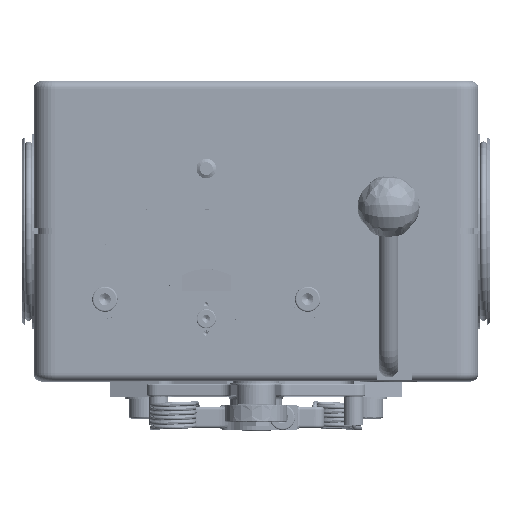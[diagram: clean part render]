
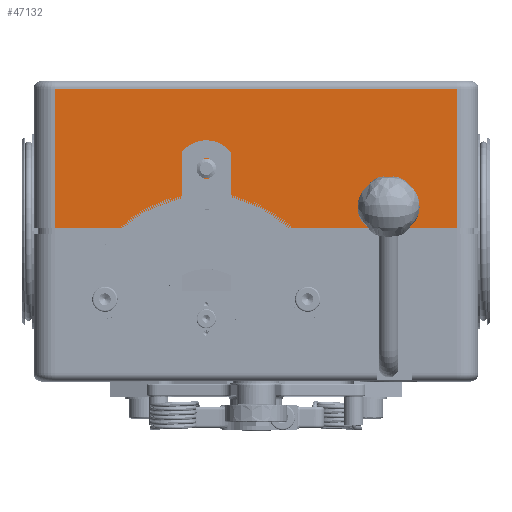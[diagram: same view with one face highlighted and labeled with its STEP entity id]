
A CAD part, top view. The second image highlights one B-rep face of the part: STEP entity #47132.
In plain terms, the highlighted planar face has unit normal (0, 0, 1).
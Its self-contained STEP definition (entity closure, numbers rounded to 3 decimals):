
#14687 = LINE ( 'NONE', #175068, #25802 ) ;
#15951 = PLANE ( 'NONE',  #200338 ) ;
#21415 = CARTESIAN_POINT ( 'NONE',  ( -103., 150., 66. ) ) ;
#24713 = CARTESIAN_POINT ( 'NONE',  ( -103., 78.5, 66. ) ) ;
#25802 = VECTOR ( 'NONE', #159200, 1000. ) ;
#46251 = VERTEX_POINT ( 'NONE', #24713 ) ;
#47132 = ADVANCED_FACE ( 'NONE', ( #126681 ), #15951, .F. ) ;
#51759 = VERTEX_POINT ( 'NONE', #21415 ) ;
#56508 = VECTOR ( 'NONE', #126542, 1000. ) ;
#62193 = LINE ( 'NONE', #130698, #56508 ) ;
#63453 = ORIENTED_EDGE ( 'NONE', *, *, #111370, .T. ) ;
#65498 = DIRECTION ( 'NONE',  ( 0., 0., -1. ) ) ;
#67874 = LINE ( 'NONE', #82639, #172275 ) ;
#81317 = CARTESIAN_POINT ( 'NONE',  ( 103., 77., 66. ) ) ;
#82639 = CARTESIAN_POINT ( 'NONE',  ( 103., 150., 66. ) ) ;
#85754 = DIRECTION ( 'NONE',  ( -1., 0., 0. ) ) ;
#86088 = VECTOR ( 'NONE', #200842, 1000. ) ;
#90707 = EDGE_LOOP ( 'NONE', ( #153892, #134733, #63453, #137260 ) ) ;
#90930 = LINE ( 'NONE', #138524, #86088 ) ;
#92785 = CARTESIAN_POINT ( 'NONE',  ( 103., 78.5, 66. ) ) ;
#101998 = VERTEX_POINT ( 'NONE', #92785 ) ;
#111370 = EDGE_CURVE ( 'NONE', #101998, #175854, #90930, .T. ) ;
#120751 = EDGE_CURVE ( 'NONE', #175854, #51759, #67874, .T. ) ;
#126542 = DIRECTION ( 'NONE',  ( 0., 1., 0. ) ) ;
#126681 = FACE_OUTER_BOUND ( 'NONE', #90707, .T. ) ;
#126869 = EDGE_CURVE ( 'NONE', #46251, #51759, #62193, .T. ) ;
#129786 = DIRECTION ( 'NONE',  ( 1., 0., 0. ) ) ;
#130698 = CARTESIAN_POINT ( 'NONE',  ( -103., 77., 66. ) ) ;
#134733 = ORIENTED_EDGE ( 'NONE', *, *, #154567, .F. ) ;
#137260 = ORIENTED_EDGE ( 'NONE', *, *, #120751, .T. ) ;
#138524 = CARTESIAN_POINT ( 'NONE',  ( 103., 77., 66. ) ) ;
#153892 = ORIENTED_EDGE ( 'NONE', *, *, #126869, .F. ) ;
#154567 = EDGE_CURVE ( 'NONE', #101998, #46251, #14687, .T. ) ;
#159200 = DIRECTION ( 'NONE',  ( -1., 0., 0. ) ) ;
#162125 = CARTESIAN_POINT ( 'NONE',  ( 103., 150., 66. ) ) ;
#172275 = VECTOR ( 'NONE', #85754, 1000. ) ;
#175068 = CARTESIAN_POINT ( 'NONE',  ( -103., 78.5, 66. ) ) ;
#175854 = VERTEX_POINT ( 'NONE', #162125 ) ;
#200338 = AXIS2_PLACEMENT_3D ( 'NONE', #81317, #65498, #129786 ) ;
#200842 = DIRECTION ( 'NONE',  ( 0., 1., 0. ) ) ;
